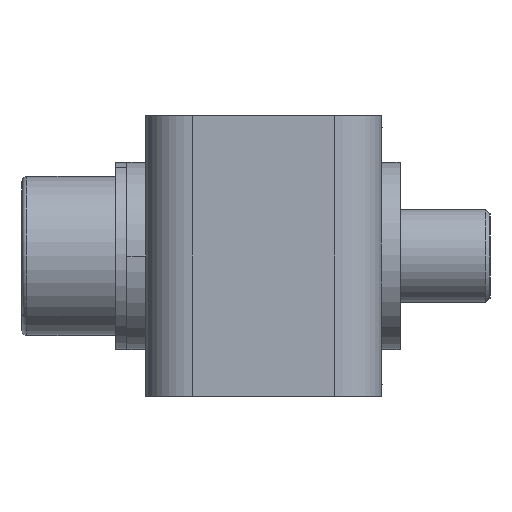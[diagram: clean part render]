
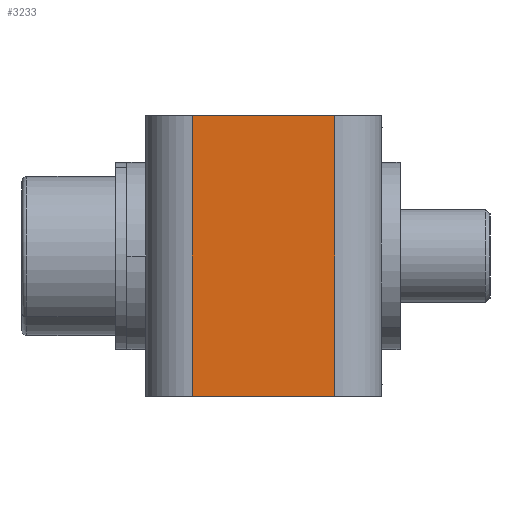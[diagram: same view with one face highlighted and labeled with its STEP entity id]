
A CAD part, left-side view. The second image highlights one B-rep face of the part: STEP entity #3233.
In plain terms, the highlighted planar face has unit normal (-1, 0, 0).
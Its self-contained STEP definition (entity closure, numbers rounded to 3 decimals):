
#106 = VERTEX_POINT ( 'NONE', #4049 ) ;
#580 = DIRECTION ( 'NONE',  ( 0., 1., 0. ) ) ;
#587 = EDGE_CURVE ( 'NONE', #106, #7980, #8776, .T. ) ;
#1263 = DIRECTION ( 'NONE',  ( 1., 0., 0. ) ) ;
#1336 = LINE ( 'NONE', #5137, #3711 ) ;
#1421 = VECTOR ( 'NONE', #7693, 1000. ) ;
#1649 = EDGE_CURVE ( 'NONE', #2870, #3879, #8581, .T. ) ;
#1909 = DIRECTION ( 'NONE',  ( 0., 0., 1. ) ) ;
#2385 = CARTESIAN_POINT ( 'NONE',  ( -32., 1., -7.5 ) ) ;
#2553 = CARTESIAN_POINT ( 'NONE',  ( -32., 8.6, 7.5 ) ) ;
#2869 = CARTESIAN_POINT ( 'NONE',  ( -32., 1., -7.5 ) ) ;
#2870 = VERTEX_POINT ( 'NONE', #9299 ) ;
#3233 = ADVANCED_FACE ( 'NONE', ( #8134 ), #9733, .F. ) ;
#3711 = VECTOR ( 'NONE', #580, 1000. ) ;
#3879 = VERTEX_POINT ( 'NONE', #2553 ) ;
#4049 = CARTESIAN_POINT ( 'NONE',  ( -32., 1., -7.5 ) ) ;
#4763 = EDGE_CURVE ( 'NONE', #106, #2870, #6143, .T. ) ;
#5137 = CARTESIAN_POINT ( 'NONE',  ( -32., 1., 7.5 ) ) ;
#5273 = CARTESIAN_POINT ( 'NONE',  ( -32., 1., 7.5 ) ) ;
#5343 = ORIENTED_EDGE ( 'NONE', *, *, #1649, .F. ) ;
#5402 = CARTESIAN_POINT ( 'NONE',  ( -32., 8.6, -7.5 ) ) ;
#5700 = ORIENTED_EDGE ( 'NONE', *, *, #587, .T. ) ;
#5922 = DIRECTION ( 'NONE',  ( 0., -1., 0. ) ) ;
#6125 = DIRECTION ( 'NONE',  ( 0., 0., 1. ) ) ;
#6143 = LINE ( 'NONE', #2385, #1421 ) ;
#6512 = ORIENTED_EDGE ( 'NONE', *, *, #9123, .T. ) ;
#7026 = ORIENTED_EDGE ( 'NONE', *, *, #4763, .F. ) ;
#7207 = VECTOR ( 'NONE', #6125, 1000. ) ;
#7693 = DIRECTION ( 'NONE',  ( 0., 1., 0. ) ) ;
#7918 = VECTOR ( 'NONE', #1909, 1000. ) ;
#7967 = AXIS2_PLACEMENT_3D ( 'NONE', #2869, #1263, #5922 ) ;
#7980 = VERTEX_POINT ( 'NONE', #5273 ) ;
#8134 = FACE_OUTER_BOUND ( 'NONE', #9893, .T. ) ;
#8581 = LINE ( 'NONE', #5402, #7207 ) ;
#8776 = LINE ( 'NONE', #9382, #7918 ) ;
#9123 = EDGE_CURVE ( 'NONE', #7980, #3879, #1336, .T. ) ;
#9299 = CARTESIAN_POINT ( 'NONE',  ( -32., 8.6, -7.5 ) ) ;
#9382 = CARTESIAN_POINT ( 'NONE',  ( -32., 1., -7.5 ) ) ;
#9733 = PLANE ( 'NONE',  #7967 ) ;
#9893 = EDGE_LOOP ( 'NONE', ( #5700, #6512, #5343, #7026 ) ) ;
